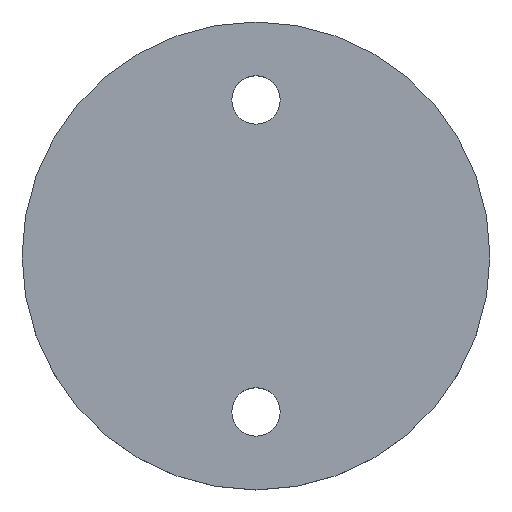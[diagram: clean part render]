
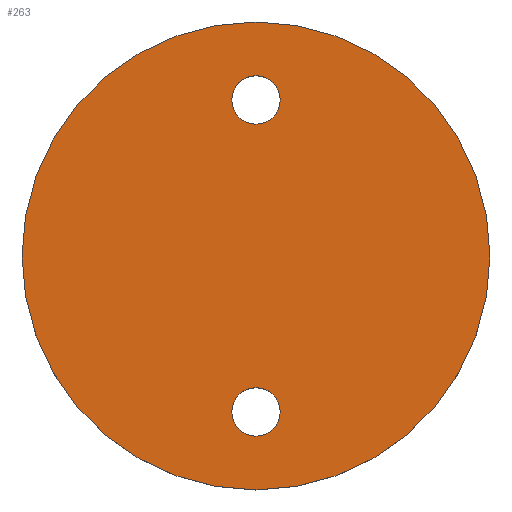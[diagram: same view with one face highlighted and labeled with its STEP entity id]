
A CAD part, top view. The second image highlights one B-rep face of the part: STEP entity #263.
In plain terms, the highlighted planar face has unit normal (0, 0, 1).
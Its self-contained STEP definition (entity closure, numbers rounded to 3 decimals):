
#3 = CARTESIAN_POINT ( 'NONE',  ( -1.55, 10., 18. ) ) ;
#7 = CIRCLE ( 'NONE', #521, 1.55 ) ;
#21 = AXIS2_PLACEMENT_3D ( 'NONE', #107, #861, #726 ) ;
#46 = CARTESIAN_POINT ( 'NONE',  ( -1.55, -10., 18. ) ) ;
#58 = ORIENTED_EDGE ( 'NONE', *, *, #239, .F. ) ;
#96 = DIRECTION ( 'NONE',  ( 1., 0., 0. ) ) ;
#100 = CARTESIAN_POINT ( 'NONE',  ( 0., 10., 18. ) ) ;
#107 = CARTESIAN_POINT ( 'NONE',  ( 0., 0., 18. ) ) ;
#126 = AXIS2_PLACEMENT_3D ( 'NONE', #635, #691, #96 ) ;
#165 = ORIENTED_EDGE ( 'NONE', *, *, #714, .T. ) ;
#179 = VERTEX_POINT ( 'NONE', #474 ) ;
#214 = VERTEX_POINT ( 'NONE', #760 ) ;
#217 = FACE_OUTER_BOUND ( 'NONE', #412, .T. ) ;
#239 = EDGE_CURVE ( 'NONE', #379, #840, #7, .T. ) ;
#256 = DIRECTION ( 'NONE',  ( 1., 0., 0. ) ) ;
#262 = AXIS2_PLACEMENT_3D ( 'NONE', #305, #847, #857 ) ;
#263 = ADVANCED_FACE ( 'NONE', ( #627, #217, #374 ), #293, .T. ) ;
#293 = PLANE ( 'NONE',  #126 ) ;
#295 = ORIENTED_EDGE ( 'NONE', *, *, #409, .F. ) ;
#305 = CARTESIAN_POINT ( 'NONE',  ( 0., -10., 18. ) ) ;
#308 = DIRECTION ( 'NONE',  ( 0., 0., 1. ) ) ;
#335 = CIRCLE ( 'NONE', #461, 15. ) ;
#370 = AXIS2_PLACEMENT_3D ( 'NONE', #100, #308, #508 ) ;
#374 = FACE_BOUND ( 'NONE', #799, .T. ) ;
#379 = VERTEX_POINT ( 'NONE', #516 ) ;
#409 = EDGE_CURVE ( 'NONE', #840, #379, #644, .T. ) ;
#410 = CARTESIAN_POINT ( 'NONE',  ( 0., 10., 18. ) ) ;
#412 = EDGE_LOOP ( 'NONE', ( #165, #655 ) ) ;
#431 = DIRECTION ( 'NONE',  ( 0., 0., 1. ) ) ;
#450 = CARTESIAN_POINT ( 'NONE',  ( 0., 0., 18. ) ) ;
#453 = ORIENTED_EDGE ( 'NONE', *, *, #783, .F. ) ;
#461 = AXIS2_PLACEMENT_3D ( 'NONE', #450, #872, #256 ) ;
#463 = CARTESIAN_POINT ( 'NONE',  ( 15., 0., 18. ) ) ;
#469 = DIRECTION ( 'NONE',  ( 0., 0., 1. ) ) ;
#474 = CARTESIAN_POINT ( 'NONE',  ( 1.55, 10., 18. ) ) ;
#498 = CARTESIAN_POINT ( 'NONE',  ( 0., -10., 18. ) ) ;
#499 = EDGE_CURVE ( 'NONE', #574, #179, #690, .T. ) ;
#504 = EDGE_LOOP ( 'NONE', ( #788, #453 ) ) ;
#508 = DIRECTION ( 'NONE',  ( 1., 0., 0. ) ) ;
#516 = CARTESIAN_POINT ( 'NONE',  ( 1.55, -10., 18. ) ) ;
#521 = AXIS2_PLACEMENT_3D ( 'NONE', #498, #431, #839 ) ;
#574 = VERTEX_POINT ( 'NONE', #3 ) ;
#627 = FACE_BOUND ( 'NONE', #504, .T. ) ;
#635 = CARTESIAN_POINT ( 'NONE',  ( 0., 0., 18. ) ) ;
#644 = CIRCLE ( 'NONE', #262, 1.55 ) ;
#655 = ORIENTED_EDGE ( 'NONE', *, *, #854, .T. ) ;
#690 = CIRCLE ( 'NONE', #723, 1.55 ) ;
#691 = DIRECTION ( 'NONE',  ( 0., 0., 1. ) ) ;
#714 = EDGE_CURVE ( 'NONE', #214, #876, #864, .T. ) ;
#723 = AXIS2_PLACEMENT_3D ( 'NONE', #410, #469, #757 ) ;
#726 = DIRECTION ( 'NONE',  ( 1., 0., 0. ) ) ;
#752 = CIRCLE ( 'NONE', #370, 1.55 ) ;
#757 = DIRECTION ( 'NONE',  ( 1., 0., 0. ) ) ;
#760 = CARTESIAN_POINT ( 'NONE',  ( -15., 0., 18. ) ) ;
#783 = EDGE_CURVE ( 'NONE', #179, #574, #752, .T. ) ;
#788 = ORIENTED_EDGE ( 'NONE', *, *, #499, .F. ) ;
#799 = EDGE_LOOP ( 'NONE', ( #295, #58 ) ) ;
#839 = DIRECTION ( 'NONE',  ( 1., 0., 0. ) ) ;
#840 = VERTEX_POINT ( 'NONE', #46 ) ;
#847 = DIRECTION ( 'NONE',  ( 0., 0., 1. ) ) ;
#854 = EDGE_CURVE ( 'NONE', #876, #214, #335, .T. ) ;
#857 = DIRECTION ( 'NONE',  ( 1., 0., 0. ) ) ;
#861 = DIRECTION ( 'NONE',  ( 0., 0., 1. ) ) ;
#864 = CIRCLE ( 'NONE', #21, 15. ) ;
#872 = DIRECTION ( 'NONE',  ( 0., 0., 1. ) ) ;
#876 = VERTEX_POINT ( 'NONE', #463 ) ;
